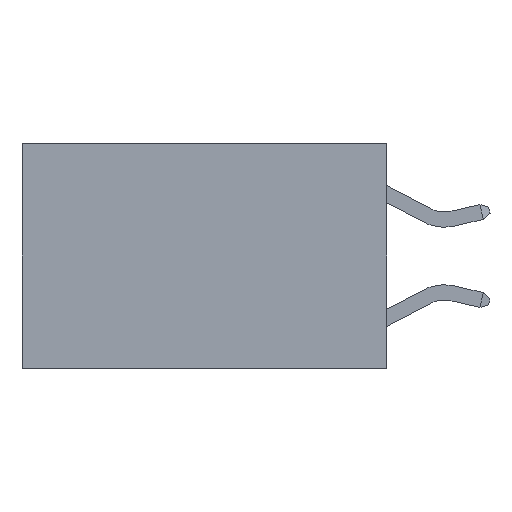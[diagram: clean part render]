
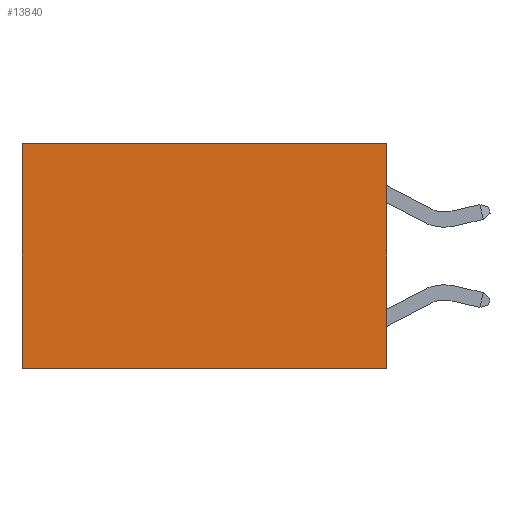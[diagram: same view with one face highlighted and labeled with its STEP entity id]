
A CAD part, left-side view. The second image highlights one B-rep face of the part: STEP entity #13840.
In plain terms, the highlighted planar face has unit normal (-1, 0, 0).
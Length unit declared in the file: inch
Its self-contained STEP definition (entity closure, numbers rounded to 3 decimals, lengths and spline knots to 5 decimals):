
#226 = LINE ( 'NONE', #13607, #8338 ) ;
#484 = CARTESIAN_POINT ( 'NONE',  ( 0.2625, 0., -0.37 ) ) ;
#682 = DIRECTION ( 'NONE',  ( 0., 1., 0. ) ) ;
#1728 = LINE ( 'NONE', #14400, #4914 ) ;
#2176 = CARTESIAN_POINT ( 'NONE',  ( 0.2625, 0.6, 0. ) ) ;
#2609 = EDGE_CURVE ( 'NONE', #12119, #14947, #13467, .T. ) ;
#2769 = CARTESIAN_POINT ( 'NONE',  ( 0.2625, 0., 0. ) ) ;
#2859 = ORIENTED_EDGE ( 'NONE', *, *, #2609, .F. ) ;
#3315 = CARTESIAN_POINT ( 'NONE',  ( 0.2625, 0., 0. ) ) ;
#3647 = VERTEX_POINT ( 'NONE', #13735 ) ;
#4023 = FACE_OUTER_BOUND ( 'NONE', #15858, .T. ) ;
#4325 = DIRECTION ( 'NONE',  ( 0., 1., 0. ) ) ;
#4914 = VECTOR ( 'NONE', #4325, 39.37008 ) ;
#5189 = CARTESIAN_POINT ( 'NONE',  ( 0.2625, 0., 0. ) ) ;
#5746 = CARTESIAN_POINT ( 'NONE',  ( 0.2625, 0., -0.37 ) ) ;
#7433 = VERTEX_POINT ( 'NONE', #2176 ) ;
#7449 = EDGE_CURVE ( 'NONE', #7433, #3647, #226, .T. ) ;
#7874 = ORIENTED_EDGE ( 'NONE', *, *, #9326, .T. ) ;
#8338 = VECTOR ( 'NONE', #9607, 39.37008 ) ;
#9326 = EDGE_CURVE ( 'NONE', #12119, #7433, #1728, .T. ) ;
#9526 = LINE ( 'NONE', #5746, #13944 ) ;
#9607 = DIRECTION ( 'NONE',  ( 0., 0., -1. ) ) ;
#9734 = AXIS2_PLACEMENT_3D ( 'NONE', #3315, #12055, #16104 ) ;
#11699 = DIRECTION ( 'NONE',  ( 0., 0., -1. ) ) ;
#12055 = DIRECTION ( 'NONE',  ( 1., 0., 0. ) ) ;
#12119 = VERTEX_POINT ( 'NONE', #2769 ) ;
#13043 = ORIENTED_EDGE ( 'NONE', *, *, #15734, .F. ) ;
#13467 = LINE ( 'NONE', #5189, #13686 ) ;
#13607 = CARTESIAN_POINT ( 'NONE',  ( 0.2625, 0.6, 0. ) ) ;
#13686 = VECTOR ( 'NONE', #11699, 39.37008 ) ;
#13735 = CARTESIAN_POINT ( 'NONE',  ( 0.2625, 0.6, -0.37 ) ) ;
#13840 = ADVANCED_FACE ( 'NONE', ( #4023 ), #14718, .F. ) ;
#13944 = VECTOR ( 'NONE', #682, 39.37008 ) ;
#14400 = CARTESIAN_POINT ( 'NONE',  ( 0.2625, 0., 0. ) ) ;
#14718 = PLANE ( 'NONE',  #9734 ) ;
#14947 = VERTEX_POINT ( 'NONE', #484 ) ;
#15239 = ORIENTED_EDGE ( 'NONE', *, *, #7449, .T. ) ;
#15734 = EDGE_CURVE ( 'NONE', #14947, #3647, #9526, .T. ) ;
#15858 = EDGE_LOOP ( 'NONE', ( #15239, #13043, #2859, #7874 ) ) ;
#16104 = DIRECTION ( 'NONE',  ( 0., 0., -1. ) ) ;
